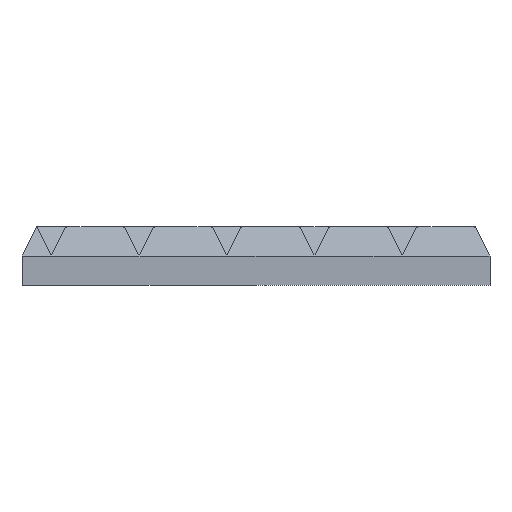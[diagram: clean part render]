
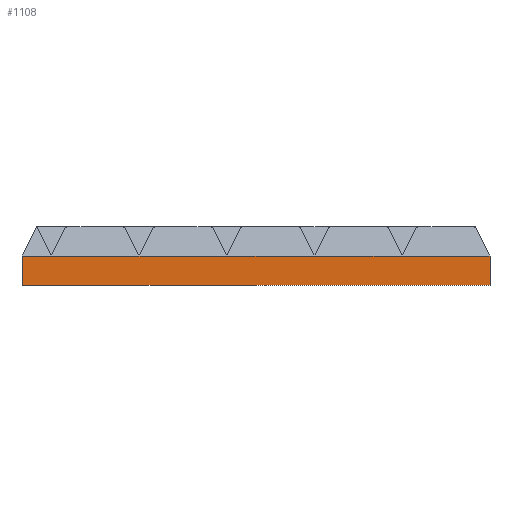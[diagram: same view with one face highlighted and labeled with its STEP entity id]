
A CAD part, left-side view. The second image highlights one B-rep face of the part: STEP entity #1108.
In plain terms, the highlighted planar face has unit normal (-1, 0, 0).
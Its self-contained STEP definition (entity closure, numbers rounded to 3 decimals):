
#803 = VERTEX_POINT('',#804);
#804 = CARTESIAN_POINT('',(-0.5,-0.5,1.));
#811 = VERTEX_POINT('',#812);
#812 = CARTESIAN_POINT('',(-0.5,0.5,1.));
#818 = EDGE_CURVE('',#803,#811,#819,.T.);
#819 = LINE('',#820,#821);
#820 = CARTESIAN_POINT('',(-0.5,-0.5,1.));
#821 = VECTOR('',#822,1.);
#822 = DIRECTION('',(0.,1.,0.));
#913 = VERTEX_POINT('',#914);
#914 = CARTESIAN_POINT('',(-0.5,0.5,0.));
#920 = EDGE_CURVE('',#811,#913,#921,.T.);
#921 = LINE('',#922,#923);
#922 = CARTESIAN_POINT('',(-0.5,0.5,1.));
#923 = VECTOR('',#924,1.);
#924 = DIRECTION('',(0.,0.,-1.));
#1108 = ADVANCED_FACE('',(#1109),#1167,.T.);
#1109 = FACE_BOUND('',#1110,.T.);
#1110 = EDGE_LOOP('',(#1111,#1112,#1113,#1121,#1129,#1137,#1145,#1153,
    #1161));
#1111 = ORIENTED_EDGE('',*,*,#818,.T.);
#1112 = ORIENTED_EDGE('',*,*,#920,.T.);
#1113 = ORIENTED_EDGE('',*,*,#1114,.F.);
#1114 = EDGE_CURVE('',#1115,#913,#1117,.T.);
#1115 = VERTEX_POINT('',#1116);
#1116 = CARTESIAN_POINT('',(-0.5,-15.5,0.));
#1117 = LINE('',#1118,#1119);
#1118 = CARTESIAN_POINT('',(-0.5,-0.5,0.));
#1119 = VECTOR('',#1120,1.);
#1120 = DIRECTION('',(0.,1.,0.));
#1121 = ORIENTED_EDGE('',*,*,#1122,.T.);
#1122 = EDGE_CURVE('',#1115,#1123,#1125,.T.);
#1123 = VERTEX_POINT('',#1124);
#1124 = CARTESIAN_POINT('',(-0.5,-15.5,1.));
#1125 = LINE('',#1126,#1127);
#1126 = CARTESIAN_POINT('',(-0.5,-15.5,0.));
#1127 = VECTOR('',#1128,1.);
#1128 = DIRECTION('',(0.,0.,1.));
#1129 = ORIENTED_EDGE('',*,*,#1130,.F.);
#1130 = EDGE_CURVE('',#1131,#1123,#1133,.T.);
#1131 = VERTEX_POINT('',#1132);
#1132 = CARTESIAN_POINT('',(-0.5,-12.5,1.));
#1133 = LINE('',#1134,#1135);
#1134 = CARTESIAN_POINT('',(-0.5,-15.,1.));
#1135 = VECTOR('',#1136,1.);
#1136 = DIRECTION('',(0.,-1.,0.));
#1137 = ORIENTED_EDGE('',*,*,#1138,.F.);
#1138 = EDGE_CURVE('',#1139,#1131,#1141,.T.);
#1139 = VERTEX_POINT('',#1140);
#1140 = CARTESIAN_POINT('',(-0.5,-9.5,1.));
#1141 = LINE('',#1142,#1143);
#1142 = CARTESIAN_POINT('',(-0.5,-12.,1.));
#1143 = VECTOR('',#1144,1.);
#1144 = DIRECTION('',(0.,-1.,0.));
#1145 = ORIENTED_EDGE('',*,*,#1146,.F.);
#1146 = EDGE_CURVE('',#1147,#1139,#1149,.T.);
#1147 = VERTEX_POINT('',#1148);
#1148 = CARTESIAN_POINT('',(-0.5,-6.5,1.));
#1149 = LINE('',#1150,#1151);
#1150 = CARTESIAN_POINT('',(-0.5,-9.,1.));
#1151 = VECTOR('',#1152,1.);
#1152 = DIRECTION('',(0.,-1.,0.));
#1153 = ORIENTED_EDGE('',*,*,#1154,.F.);
#1154 = EDGE_CURVE('',#1155,#1147,#1157,.T.);
#1155 = VERTEX_POINT('',#1156);
#1156 = CARTESIAN_POINT('',(-0.5,-3.5,1.));
#1157 = LINE('',#1158,#1159);
#1158 = CARTESIAN_POINT('',(-0.5,-6.,1.));
#1159 = VECTOR('',#1160,1.);
#1160 = DIRECTION('',(0.,-1.,0.));
#1161 = ORIENTED_EDGE('',*,*,#1162,.F.);
#1162 = EDGE_CURVE('',#803,#1155,#1163,.T.);
#1163 = LINE('',#1164,#1165);
#1164 = CARTESIAN_POINT('',(-0.5,-3.,1.));
#1165 = VECTOR('',#1166,1.);
#1166 = DIRECTION('',(0.,-1.,0.));
#1167 = PLANE('',#1168);
#1168 = AXIS2_PLACEMENT_3D('',#1169,#1170,#1171);
#1169 = CARTESIAN_POINT('',(-0.5,-7.5,0.5));
#1170 = DIRECTION('',(-1.,0.,-0.));
#1171 = DIRECTION('',(0.,-1.,0.));
